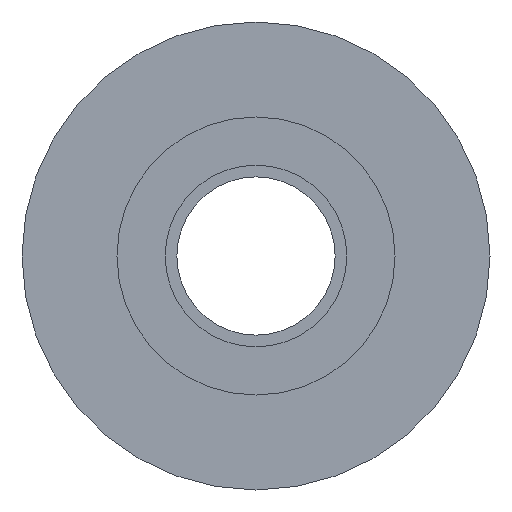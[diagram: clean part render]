
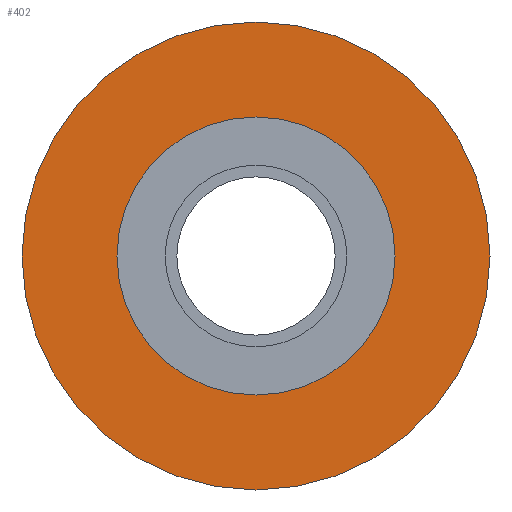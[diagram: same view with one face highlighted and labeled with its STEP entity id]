
A CAD part, left-side view. The second image highlights one B-rep face of the part: STEP entity #402.
In plain terms, the highlighted planar face has unit normal (-1, 0, 0).
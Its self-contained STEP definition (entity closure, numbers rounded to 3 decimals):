
#31 = EDGE_CURVE ( 'NONE', #786, #169, #345, .T. ) ;
#35 = DIRECTION ( 'NONE',  ( -1., 0., 0. ) ) ;
#37 = DIRECTION ( 'NONE',  ( 0., 0., 1. ) ) ;
#65 = EDGE_CURVE ( 'NONE', #159, #199, #504, .T. ) ;
#111 = DIRECTION ( 'NONE',  ( -1., 0., 0. ) ) ;
#131 = DIRECTION ( 'NONE',  ( -1., 0., 0. ) ) ;
#151 = ORIENTED_EDGE ( 'NONE', *, *, #592, .F. ) ;
#159 = VERTEX_POINT ( 'NONE', #237 ) ;
#169 = VERTEX_POINT ( 'NONE', #226 ) ;
#199 = VERTEX_POINT ( 'NONE', #435 ) ;
#212 = DIRECTION ( 'NONE',  ( 0., 0., -1. ) ) ;
#221 = CARTESIAN_POINT ( 'NONE',  ( -10.38, 20.365, 0. ) ) ;
#226 = CARTESIAN_POINT ( 'NONE',  ( -10.38, 20.365, -17. ) ) ;
#237 = CARTESIAN_POINT ( 'NONE',  ( -10.38, 20.365, 10.1 ) ) ;
#265 = DIRECTION ( 'NONE',  ( 1., 0., 0. ) ) ;
#279 = AXIS2_PLACEMENT_3D ( 'NONE', #789, #111, #287 ) ;
#287 = DIRECTION ( 'NONE',  ( 0., 0., 1. ) ) ;
#337 = CARTESIAN_POINT ( 'NONE',  ( -10.38, 20.365, 17. ) ) ;
#339 = FACE_BOUND ( 'NONE', #737, .T. ) ;
#345 = CIRCLE ( 'NONE', #688, 17. ) ;
#372 = EDGE_CURVE ( 'NONE', #169, #786, #375, .T. ) ;
#375 = CIRCLE ( 'NONE', #421, 17. ) ;
#376 = AXIS2_PLACEMENT_3D ( 'NONE', #464, #265, #212 ) ;
#402 = ADVANCED_FACE ( 'NONE', ( #339, #588 ), #519, .F. ) ;
#421 = AXIS2_PLACEMENT_3D ( 'NONE', #221, #35, #516 ) ;
#435 = CARTESIAN_POINT ( 'NONE',  ( -10.38, 20.365, -10.1 ) ) ;
#444 = AXIS2_PLACEMENT_3D ( 'NONE', #557, #131, #691 ) ;
#453 = DIRECTION ( 'NONE',  ( -1., 0., 0. ) ) ;
#457 = ORIENTED_EDGE ( 'NONE', *, *, #372, .T. ) ;
#464 = CARTESIAN_POINT ( 'NONE',  ( -10.38, 37.365, 0. ) ) ;
#504 = CIRCLE ( 'NONE', #279, 10.1 ) ;
#516 = DIRECTION ( 'NONE',  ( 0., 0., 1. ) ) ;
#519 = PLANE ( 'NONE',  #376 ) ;
#557 = CARTESIAN_POINT ( 'NONE',  ( -10.38, 20.365, 0. ) ) ;
#588 = FACE_OUTER_BOUND ( 'NONE', #764, .T. ) ;
#592 = EDGE_CURVE ( 'NONE', #199, #159, #790, .T. ) ;
#628 = ORIENTED_EDGE ( 'NONE', *, *, #65, .F. ) ;
#651 = CARTESIAN_POINT ( 'NONE',  ( -10.38, 20.365, 0. ) ) ;
#688 = AXIS2_PLACEMENT_3D ( 'NONE', #651, #453, #37 ) ;
#691 = DIRECTION ( 'NONE',  ( 0., 0., 1. ) ) ;
#737 = EDGE_LOOP ( 'NONE', ( #628, #151 ) ) ;
#764 = EDGE_LOOP ( 'NONE', ( #771, #457 ) ) ;
#771 = ORIENTED_EDGE ( 'NONE', *, *, #31, .T. ) ;
#786 = VERTEX_POINT ( 'NONE', #337 ) ;
#789 = CARTESIAN_POINT ( 'NONE',  ( -10.38, 20.365, 0. ) ) ;
#790 = CIRCLE ( 'NONE', #444, 10.1 ) ;
